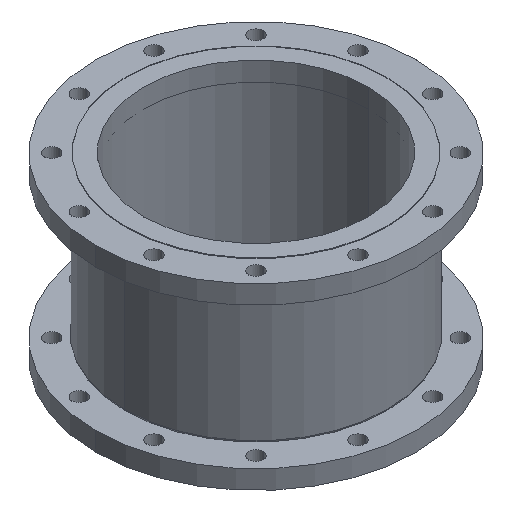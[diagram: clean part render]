
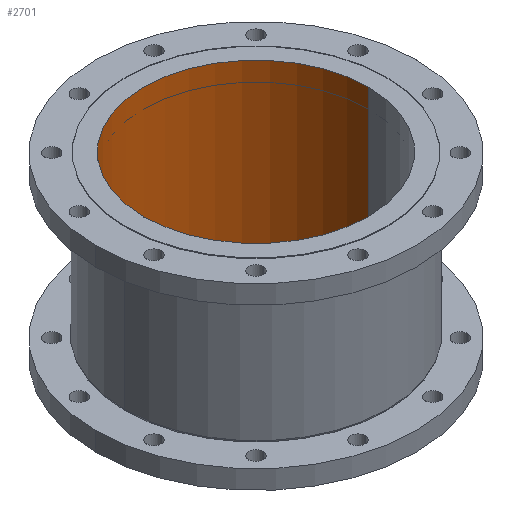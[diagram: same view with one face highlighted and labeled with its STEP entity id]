
A CAD part, isometric view. The second image highlights one B-rep face of the part: STEP entity #2701.
In plain terms, the highlighted cylindrical face has radius 155.5 mm (diameter 311 mm), a partial arc.
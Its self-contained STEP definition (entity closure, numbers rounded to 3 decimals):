
#1894 = DIRECTION ( 'NONE',  ( 1., 0., 0. ) ) ;
#1966 = CARTESIAN_POINT ( 'NONE',  ( -155.5, 0., -250. ) ) ;
#2060 = DIRECTION ( 'NONE',  ( 1., 0., 0. ) ) ;
#2701 = ADVANCED_FACE ( 'NONE', ( #25233 ), #18205, .F. ) ;
#3021 = EDGE_CURVE ( 'NONE', #14375, #17204, #25801, .T. ) ;
#4663 = DIRECTION ( 'NONE',  ( 0., 0., 1. ) ) ;
#4841 = AXIS2_PLACEMENT_3D ( 'NONE', #22753, #4663, #16169 ) ;
#5316 = CARTESIAN_POINT ( 'NONE',  ( -155.5, 0., 10.973 ) ) ;
#6396 = DIRECTION ( 'NONE',  ( 0., 0., 1. ) ) ;
#8426 = CARTESIAN_POINT ( 'NONE',  ( 155.5, 0., 10.973 ) ) ;
#9793 = VERTEX_POINT ( 'NONE', #18514 ) ;
#13120 = CARTESIAN_POINT ( 'NONE',  ( 0., 0., 0. ) ) ;
#14375 = VERTEX_POINT ( 'NONE', #1966 ) ;
#14828 = ORIENTED_EDGE ( 'NONE', *, *, #28695, .T. ) ;
#16169 = DIRECTION ( 'NONE',  ( 1., 0., 0. ) ) ;
#17120 = VERTEX_POINT ( 'NONE', #20502 ) ;
#17204 = VERTEX_POINT ( 'NONE', #28558 ) ;
#17362 = ORIENTED_EDGE ( 'NONE', *, *, #21305, .F. ) ;
#17877 = ORIENTED_EDGE ( 'NONE', *, *, #24284, .T. ) ;
#18205 = CYLINDRICAL_SURFACE ( 'NONE', #28406, 155.5 ) ;
#18514 = CARTESIAN_POINT ( 'NONE',  ( 155.5, 0., 0. ) ) ;
#20502 = CARTESIAN_POINT ( 'NONE',  ( 155.5, 0., -250. ) ) ;
#21305 = EDGE_CURVE ( 'NONE', #17120, #14375, #28715, .T. ) ;
#22198 = VECTOR ( 'NONE', #28650, 1000. ) ;
#22753 = CARTESIAN_POINT ( 'NONE',  ( 0., 0., -250. ) ) ;
#22981 = CARTESIAN_POINT ( 'NONE',  ( 0., 0., 10.973 ) ) ;
#23484 = VECTOR ( 'NONE', #26545, 1000. ) ;
#24144 = LINE ( 'NONE', #8426, #23484 ) ;
#24284 = EDGE_CURVE ( 'NONE', #17120, #9793, #24144, .T. ) ;
#25233 = FACE_OUTER_BOUND ( 'NONE', #25477, .T. ) ;
#25469 = CIRCLE ( 'NONE', #29297, 155.5 ) ;
#25477 = EDGE_LOOP ( 'NONE', ( #29478, #17362, #17877, #14828 ) ) ;
#25801 = LINE ( 'NONE', #5316, #22198 ) ;
#26545 = DIRECTION ( 'NONE',  ( 0., 0., 1. ) ) ;
#27624 = DIRECTION ( 'NONE',  ( 0., 0., 1. ) ) ;
#28406 = AXIS2_PLACEMENT_3D ( 'NONE', #22981, #27624, #2060 ) ;
#28558 = CARTESIAN_POINT ( 'NONE',  ( -155.5, 0., 0. ) ) ;
#28650 = DIRECTION ( 'NONE',  ( 0., 0., 1. ) ) ;
#28695 = EDGE_CURVE ( 'NONE', #9793, #17204, #25469, .T. ) ;
#28715 = CIRCLE ( 'NONE', #4841, 155.5 ) ;
#29297 = AXIS2_PLACEMENT_3D ( 'NONE', #13120, #6396, #1894 ) ;
#29478 = ORIENTED_EDGE ( 'NONE', *, *, #3021, .F. ) ;
